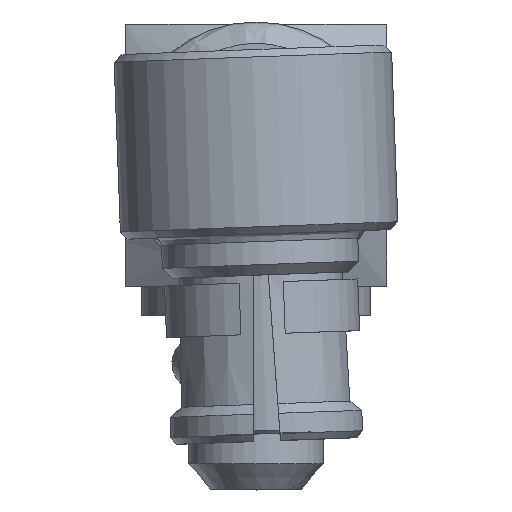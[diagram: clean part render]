
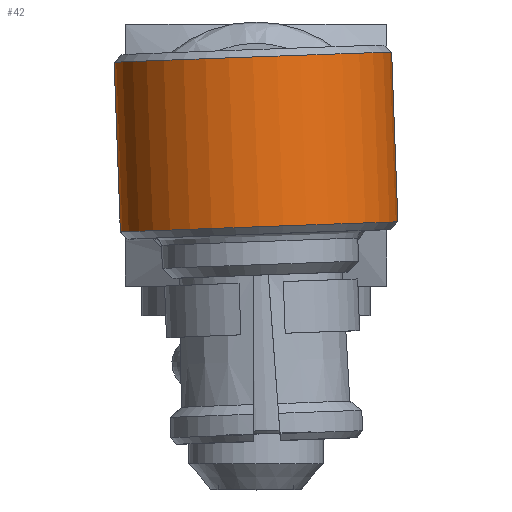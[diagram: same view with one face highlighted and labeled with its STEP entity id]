
A CAD part, top view. The second image highlights one B-rep face of the part: STEP entity #42.
In plain terms, the highlighted cylindrical face has radius 2.388 mm (diameter 4.775 mm), a full revolution.
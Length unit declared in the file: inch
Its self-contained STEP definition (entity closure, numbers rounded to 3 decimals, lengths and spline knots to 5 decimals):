
#42 = ADVANCED_FACE ( 'NONE', ( #3350, #1502, #4006 ), #2745, .T. ) ;
#53 = CARTESIAN_POINT ( 'NONE',  ( 0.14, 0., 0. ) ) ;
#180 = CARTESIAN_POINT ( 'NONE',  ( 0.20623, -0.07623, 0.055 ) ) ;
#254 = CARTESIAN_POINT ( 'NONE',  ( 0.2025, -0.07623, 0.055 ) ) ;
#263 = DIRECTION ( 'NONE',  ( 0., 0., 1. ) ) ;
#269 = CARTESIAN_POINT ( 'NONE',  ( 0.22072, -0.07831, -0.05202 ) ) ;
#272 = CARTESIAN_POINT ( 'NONE',  ( 0.145, 0., 0. ) ) ;
#300 = CARTESIAN_POINT ( 'NONE',  ( 0.21005, -0.07652, -0.0546 ) ) ;
#313 = CARTESIAN_POINT ( 'NONE',  ( 0.19877, -0.07623, 0.055 ) ) ;
#335 = EDGE_LOOP ( 'NONE', ( #966 ) ) ;
#407 = CARTESIAN_POINT ( 'NONE',  ( 0.2025, -0.07623, 0.055 ) ) ;
#604 = CARTESIAN_POINT ( 'NONE',  ( 0.25043, -0.09002, -0.02793 ) ) ;
#620 = CARTESIAN_POINT ( 'NONE',  ( 0.2064, -0.07624, -0.05499 ) ) ;
#632 = CARTESIAN_POINT ( 'NONE',  ( 0.16862, -0.0833, 0.04389 ) ) ;
#677 = EDGE_LOOP ( 'NONE', ( #2715 ) ) ;
#773 = CARTESIAN_POINT ( 'NONE',  ( 0.26, 0., 0.094 ) ) ;
#957 = CARTESIAN_POINT ( 'NONE',  ( 0.18443, -0.07828, 0.05207 ) ) ;
#966 = ORIENTED_EDGE ( 'NONE', *, *, #3082, .T. ) ;
#1150 = CIRCLE ( 'NONE', #3624, 0.094 ) ;
#1157 = CARTESIAN_POINT ( 'NONE',  ( 0.2304, -0.08093, 0.04793 ) ) ;
#1170 = CARTESIAN_POINT ( 'NONE',  ( 0.2025, -0.07623, 0.055 ) ) ;
#1182 = CARTESIAN_POINT ( 'NONE',  ( 0.23634, -0.08329, 0.04392 ) ) ;
#1214 = CARTESIAN_POINT ( 'NONE',  ( 0.19522, -0.07621, -0.05502 ) ) ;
#1244 = CIRCLE ( 'NONE', #2767, 0.094 ) ;
#1254 = CARTESIAN_POINT ( 'NONE',  ( 0.19511, -0.07651, 0.05462 ) ) ;
#1447 = DIRECTION ( 'NONE',  ( -1., 0., 0. ) ) ;
#1490 = CARTESIAN_POINT ( 'NONE',  ( 0.25453, -0.09229, 0.01819 ) ) ;
#1502 = FACE_BOUND ( 'NONE', #3284, .T. ) ;
#1551 = CARTESIAN_POINT ( 'NONE',  ( 0.1546, -0.09, 0.02798 ) ) ;
#1563 = CARTESIAN_POINT ( 'NONE',  ( 0.14789, -0.09377, -0.00751 ) ) ;
#1831 = CARTESIAN_POINT ( 'NONE',  ( 0.15047, -0.09229, -0.01819 ) ) ;
#1843 = CARTESIAN_POINT ( 'NONE',  ( 0.21721, -0.07756, -0.05312 ) ) ;
#1870 = CARTESIAN_POINT ( 'NONE',  ( 0.17467, -0.0809, -0.04798 ) ) ;
#2110 = CARTESIAN_POINT ( 'NONE',  ( 0.22052, -0.07827, 0.05209 ) ) ;
#2152 = CARTESIAN_POINT ( 'NONE',  ( 0.25711, -0.09377, 0.00751 ) ) ;
#2162 = DIRECTION ( 'NONE',  ( 1., 0., 0. ) ) ;
#2193 = CARTESIAN_POINT ( 'NONE',  ( 0.149, -0.0931, 0.01466 ) ) ;
#2206 = EDGE_CURVE ( 'NONE', #3775, #3775, #3565, .T. ) ;
#2302 = DIRECTION ( 'NONE',  ( 1., 0., 0. ) ) ;
#2392 = CARTESIAN_POINT ( 'NONE',  ( 0.217, -0.07752, 0.05318 ) ) ;
#2485 = CARTESIAN_POINT ( 'NONE',  ( 0.25749, -0.09399, 0.00387 ) ) ;
#2498 = CARTESIAN_POINT ( 'NONE',  ( 0.18789, -0.07735, -0.05351 ) ) ;
#2516 = CARTESIAN_POINT ( 'NONE',  ( 0.14751, -0.09399, -0.00387 ) ) ;
#2519 = EDGE_CURVE ( 'NONE', #2713, #2713, #1150, .T. ) ;
#2547 = AXIS2_PLACEMENT_3D ( 'NONE', #53, #2302, #3572 ) ;
#2578 = ORIENTED_EDGE ( 'NONE', *, *, #2206, .T. ) ;
#2713 = VERTEX_POINT ( 'NONE', #2972 ) ;
#2715 = ORIENTED_EDGE ( 'NONE', *, *, #2519, .T. ) ;
#2745 = CYLINDRICAL_SURFACE ( 'NONE', #2547, 0.094 ) ;
#2750 = CARTESIAN_POINT ( 'NONE',  ( 0.26, 0., 0. ) ) ;
#2767 = AXIS2_PLACEMENT_3D ( 'NONE', #2750, #1447, #3059 ) ;
#2793 = CARTESIAN_POINT ( 'NONE',  ( 0.15499, -0.08981, -0.02794 ) ) ;
#2805 = CARTESIAN_POINT ( 'NONE',  ( 0.18796, -0.07752, 0.05317 ) ) ;
#2828 = CARTESIAN_POINT ( 'NONE',  ( 0.15329, -0.09073, -0.02482 ) ) ;
#2843 = CARTESIAN_POINT ( 'NONE',  ( 0.23054, -0.08098, -0.04785 ) ) ;
#2972 = CARTESIAN_POINT ( 'NONE',  ( 0.145, 0., 0.094 ) ) ;
#3059 = DIRECTION ( 'NONE',  ( 0., 0., 1. ) ) ;
#3082 = EDGE_CURVE ( 'NONE', #3226, #3226, #1244, .T. ) ;
#3095 = CARTESIAN_POINT ( 'NONE',  ( 0.24626, -0.08779, 0.03404 ) ) ;
#3104 = CARTESIAN_POINT ( 'NONE',  ( 0.24637, -0.08784, -0.03391 ) ) ;
#3142 = CARTESIAN_POINT ( 'NONE',  ( 0.14748, -0.09401, 0.00731 ) ) ;
#3158 = CARTESIAN_POINT ( 'NONE',  ( 0.25564, -0.09292, 0.01465 ) ) ;
#3171 = CARTESIAN_POINT ( 'NONE',  ( 0.15896, -0.08777, -0.03379 ) ) ;
#3226 = VERTEX_POINT ( 'NONE', #773 ) ;
#3284 = EDGE_LOOP ( 'NONE', ( #2578 ) ) ;
#3350 = FACE_OUTER_BOUND ( 'NONE', #677, .T. ) ;
#3440 = CARTESIAN_POINT ( 'NONE',  ( 0.15868, -0.08782, 0.03397 ) ) ;
#3454 = CARTESIAN_POINT ( 'NONE',  ( 0.16872, -0.08326, -0.04397 ) ) ;
#3565 = B_SPLINE_CURVE_WITH_KNOTS ( 'NONE', 3,
 ( #1170, #180, #3698, #2392, #2110, #1157, #1182, #3095, #3734, #1490, #3158, #2152, #2485, #4127, #4146, #604, #3104, #3793, #2843, #269, #1843, #300, #620, #1214, #2498, #1870, #3454, #4103, #3171, #2793, #2828, #1831, #3802, #1563, #2516, #3142, #2193, #1551, #3440, #632, #4116, #957, #2805, #1254, #313, #254 ),
 .UNSPECIFIED., .T., .F.,
 ( 4, 2, 2, 2, 2, 2, 2, 2, 2, 2, 2, 2, 2, 2, 2, 2, 2, 2, 2, 2, 2, 2, 4 ),
 ( 0., 0.00028, 0.00056, 0.00112, 0.00168, 0.00196, 0.00223, 0.00279, 0.00335, 0.00391, 0.00419, 0.00447, 0.00503, 0.00559, 0.00587, 0.00615, 0.00642, 0.0067, 0.00726, 0.00782, 0.00838, 0.00866, 0.00894 ),
 .UNSPECIFIED. ) ;
#3572 = DIRECTION ( 'NONE',  ( 0., 0., -1. ) ) ;
#3624 = AXIS2_PLACEMENT_3D ( 'NONE', #272, #2162, #263 ) ;
#3698 = CARTESIAN_POINT ( 'NONE',  ( 0.20987, -0.0765, 0.05463 ) ) ;
#3734 = CARTESIAN_POINT ( 'NONE',  ( 0.25032, -0.08996, 0.02809 ) ) ;
#3775 = VERTEX_POINT ( 'NONE', #407 ) ;
#3793 = CARTESIAN_POINT ( 'NONE',  ( 0.23647, -0.08334, -0.04382 ) ) ;
#3802 = CARTESIAN_POINT ( 'NONE',  ( 0.14936, -0.09292, -0.01465 ) ) ;
#4006 = FACE_OUTER_BOUND ( 'NONE', #335, .T. ) ;
#4103 = CARTESIAN_POINT ( 'NONE',  ( 0.16125, -0.08665, -0.03655 ) ) ;
#4116 = CARTESIAN_POINT ( 'NONE',  ( 0.17455, -0.08095, 0.0479 ) ) ;
#4127 = CARTESIAN_POINT ( 'NONE',  ( 0.25752, -0.09401, -0.00722 ) ) ;
#4146 = CARTESIAN_POINT ( 'NONE',  ( 0.25602, -0.09311, -0.0146 ) ) ;
